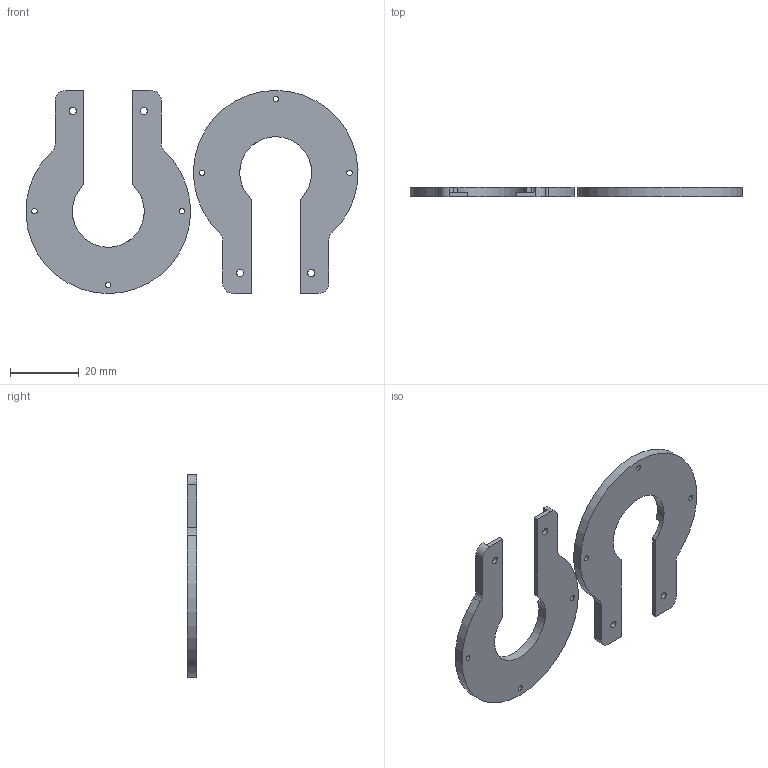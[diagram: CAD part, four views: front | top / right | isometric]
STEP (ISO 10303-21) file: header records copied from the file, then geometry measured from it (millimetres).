
FILE_DESCRIPTION(/* description */ (''),/* implementation_level */ '2;1');
FILE_NAME(/* name */ 'Leg_t2.8_CAM.stp',/* time_stamp */ '2025-04-27T02:24:29+09:00',/* author */ ('rei_r'),/* organization */ (''),/* preprocessor_version */ 'ST-DEVELOPER v19.2',/* originating_system */ 'Autodesk Inventor 2023',/* authorisation */ '');
FILE_SCHEMA (('AUTOMOTIVE_DESIGN { 1 0 10303 214 3 1 1 }'));
Length unit declared in the file: millimetre
Products named in the file (2): Leg_t3_CAM; hip_joint_yaw_spacer_2
Assembly tree (2 placements, depth 2):
  Leg_t3_CAM
    hip_joint_yaw_spacer_2  x2
Bounding box: 96.8 x 2.8 x 59.23 mm (x, y, z)
Volume: 7360.2 mm3; surface area: 7548.7 mm2
Topology: 2 solids, 2 shells, 54 faces, 146 edges, 96 vertices
Faces by surface type: plane 28, cylinder 26
Full cylindrical faces by diameter (mm): 1.567 x6, 2.1 x4
Entity records: 956 total; most frequent: DIRECTION 163, CARTESIAN_POINT 152, ORIENTED_EDGE 146, EDGE_CURVE 73, AXIS2_PLACEMENT_3D 59, VERTEX_POINT 48, LINE 45, VECTOR 45
